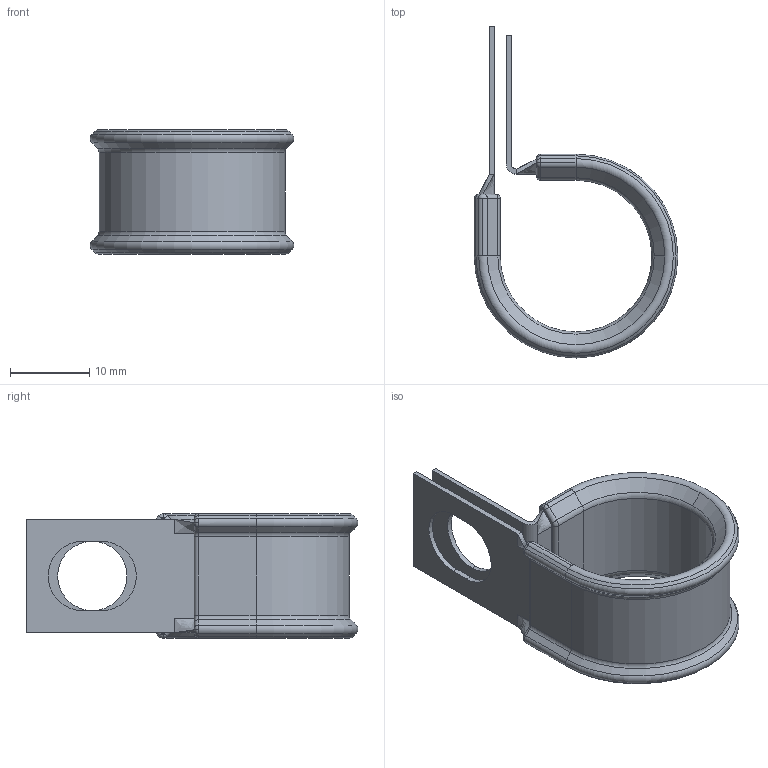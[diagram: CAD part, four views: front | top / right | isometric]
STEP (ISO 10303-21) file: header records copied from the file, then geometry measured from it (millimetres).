
FILE_DESCRIPTION (( 'STEP AP214' ), '1' );
FILE_NAME ('CFV1311Z1.step', '2018-10-31T16:38:32', ( 'User' ), ( 'Microsoft' ), 'SwSTEP 2.0', 'SolidWorks 2018', '' );
FILE_SCHEMA (( 'AUTOMOTIVE_DESIGN' ));
Length unit declared in the file: inch
Products named in the file (1): CFV1311Z1
Bounding box: 25.64 x 41.78 x 15.65 mm (x, y, z)
Volume: 2455.3 mm3; surface area: 3312.4 mm2
Topology: 1 solids, 1 shells, 126 faces, 310 edges, 188 vertices
Faces by surface type: cylinder 43, plane 33, torus 28, bspline 13, cone 9
Entity records: 5625 total; most frequent: CARTESIAN_POINT 1379, DIRECTION 664, ORIENTED_EDGE 620, EDGE_CURVE 310, AXIS2_PLACEMENT_3D 253, VERTEX_POINT 188, VECTOR 158, LINE 158
